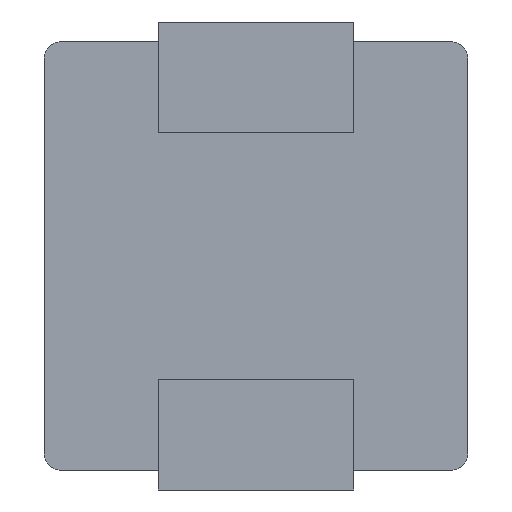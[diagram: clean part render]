
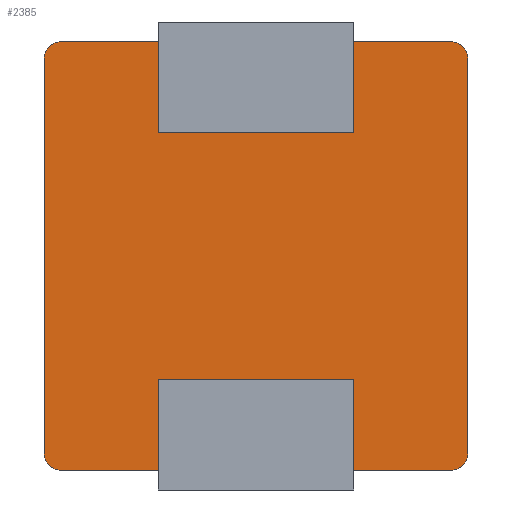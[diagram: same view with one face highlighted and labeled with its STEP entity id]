
A CAD part, front view. The second image highlights one B-rep face of the part: STEP entity #2385.
In plain terms, the highlighted planar face has unit normal (0, -1, 0).
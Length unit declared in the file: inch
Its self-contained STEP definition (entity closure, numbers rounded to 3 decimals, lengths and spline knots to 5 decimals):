
#2=CARTESIAN_POINT('',(0.118,-0.0695,-0.1195));
#3=DIRECTION('',(0.,-1.,0.));
#4=DIRECTION('',(0.,0.,-1.));
#5=AXIS2_PLACEMENT_3D('',#2,#3,#4);
#7=DIRECTION('',(-1.,0.,0.));
#8=VECTOR('',#7,0.059);
#9=CARTESIAN_POINT('',(0.118,-0.0695,-0.1295));
#10=LINE('',#9,#8);
#11=DIRECTION('',(0.,0.,1.));
#12=VECTOR('',#11,0.055);
#13=CARTESIAN_POINT('',(0.059,-0.0695,-0.1295));
#14=LINE('',#13,#12);
#15=DIRECTION('',(-1.,0.,0.));
#16=VECTOR('',#15,0.118);
#17=CARTESIAN_POINT('',(0.059,-0.0695,-0.0745));
#18=LINE('',#17,#16);
#19=DIRECTION('',(0.,0.,1.));
#20=VECTOR('',#19,0.055);
#21=CARTESIAN_POINT('',(-0.059,-0.0695,-0.1295));
#22=LINE('',#21,#20);
#23=DIRECTION('',(-1.,0.,0.));
#24=VECTOR('',#23,0.059);
#25=CARTESIAN_POINT('',(-0.059,-0.0695,-0.1295));
#26=LINE('',#25,#24);
#27=CARTESIAN_POINT('',(-0.118,-0.0695,-0.1195));
#28=DIRECTION('',(0.,-1.,0.));
#29=DIRECTION('',(-1.,0.,0.));
#30=AXIS2_PLACEMENT_3D('',#27,#28,#29);
#32=DIRECTION('',(0.,0.,1.));
#33=VECTOR('',#32,0.239);
#34=CARTESIAN_POINT('',(-0.128,-0.0695,-0.1195));
#35=LINE('',#34,#33);
#36=CARTESIAN_POINT('',(-0.118,-0.0695,0.1195));
#37=DIRECTION('',(0.,-1.,0.));
#38=DIRECTION('',(0.,0.,1.));
#39=AXIS2_PLACEMENT_3D('',#36,#37,#38);
#41=DIRECTION('',(1.,0.,0.));
#42=VECTOR('',#41,0.059);
#43=CARTESIAN_POINT('',(-0.118,-0.0695,0.1295));
#44=LINE('',#43,#42);
#45=DIRECTION('',(0.,0.,-1.));
#46=VECTOR('',#45,0.055);
#47=CARTESIAN_POINT('',(-0.059,-0.0695,0.1295));
#48=LINE('',#47,#46);
#49=DIRECTION('',(-1.,0.,0.));
#50=VECTOR('',#49,0.118);
#51=CARTESIAN_POINT('',(0.059,-0.0695,0.0745));
#52=LINE('',#51,#50);
#53=DIRECTION('',(0.,0.,-1.));
#54=VECTOR('',#53,0.055);
#55=CARTESIAN_POINT('',(0.059,-0.0695,0.1295));
#56=LINE('',#55,#54);
#57=DIRECTION('',(1.,0.,0.));
#58=VECTOR('',#57,0.059);
#59=CARTESIAN_POINT('',(0.059,-0.0695,0.1295));
#60=LINE('',#59,#58);
#61=CARTESIAN_POINT('',(0.118,-0.0695,0.1195));
#62=DIRECTION('',(0.,-1.,0.));
#63=DIRECTION('',(1.,0.,0.));
#64=AXIS2_PLACEMENT_3D('',#61,#62,#63);
#66=DIRECTION('',(0.,0.,-1.));
#67=VECTOR('',#66,0.239);
#68=CARTESIAN_POINT('',(0.128,-0.0695,0.1195));
#69=LINE('',#68,#67);
#1778=CARTESIAN_POINT('',(0.059,-0.0695,-0.0745));
#1779=CARTESIAN_POINT('',(-0.059,-0.0695,-0.0745));
#1780=VERTEX_POINT('',#1778);
#1781=VERTEX_POINT('',#1779);
#1782=CARTESIAN_POINT('',(-0.059,-0.0695,-0.1295));
#1783=VERTEX_POINT('',#1782);
#1784=CARTESIAN_POINT('',(0.059,-0.0695,-0.1295));
#1785=VERTEX_POINT('',#1784);
#1802=CARTESIAN_POINT('',(-0.059,-0.0695,0.0745));
#1803=VERTEX_POINT('',#1802);
#1804=CARTESIAN_POINT('',(0.059,-0.0695,0.0745));
#1805=VERTEX_POINT('',#1804);
#1806=CARTESIAN_POINT('',(-0.059,-0.0695,0.1295));
#1807=VERTEX_POINT('',#1806);
#1808=CARTESIAN_POINT('',(0.059,-0.0695,0.1295));
#1809=VERTEX_POINT('',#1808);
#2314=CARTESIAN_POINT('',(0.118,-0.0695,-0.1295));
#2315=CARTESIAN_POINT('',(0.128,-0.0695,-0.1195));
#2316=VERTEX_POINT('',#2314);
#2317=VERTEX_POINT('',#2315);
#2322=CARTESIAN_POINT('',(0.128,-0.0695,0.1195));
#2323=CARTESIAN_POINT('',(0.118,-0.0695,0.1295));
#2324=VERTEX_POINT('',#2322);
#2325=VERTEX_POINT('',#2323);
#2330=CARTESIAN_POINT('',(-0.118,-0.0695,0.1295));
#2331=CARTESIAN_POINT('',(-0.128,-0.0695,0.1195));
#2332=VERTEX_POINT('',#2330);
#2333=VERTEX_POINT('',#2331);
#2338=CARTESIAN_POINT('',(-0.128,-0.0695,-0.1195));
#2339=CARTESIAN_POINT('',(-0.118,-0.0695,-0.1295));
#2340=VERTEX_POINT('',#2338);
#2341=VERTEX_POINT('',#2339);
#2346=CARTESIAN_POINT('',(0.,-0.0695,0.));
#2347=DIRECTION('',(0.,1.,0.));
#2348=DIRECTION('',(1.,0.,0.));
#2349=AXIS2_PLACEMENT_3D('',#2346,#2347,#2348);
#2350=PLANE('',#2349);
#2352=ORIENTED_EDGE('',*,*,#2351,.F.);
#2354=ORIENTED_EDGE('',*,*,#2353,.T.);
#2356=ORIENTED_EDGE('',*,*,#2355,.T.);
#2358=ORIENTED_EDGE('',*,*,#2357,.T.);
#2360=ORIENTED_EDGE('',*,*,#2359,.F.);
#2362=ORIENTED_EDGE('',*,*,#2361,.T.);
#2364=ORIENTED_EDGE('',*,*,#2363,.F.);
#2366=ORIENTED_EDGE('',*,*,#2365,.T.);
#2368=ORIENTED_EDGE('',*,*,#2367,.F.);
#2370=ORIENTED_EDGE('',*,*,#2369,.T.);
#2372=ORIENTED_EDGE('',*,*,#2371,.T.);
#2374=ORIENTED_EDGE('',*,*,#2373,.F.);
#2376=ORIENTED_EDGE('',*,*,#2375,.F.);
#2378=ORIENTED_EDGE('',*,*,#2377,.T.);
#2380=ORIENTED_EDGE('',*,*,#2379,.F.);
#2382=ORIENTED_EDGE('',*,*,#2381,.T.);
#2383=EDGE_LOOP('',(#2352,#2354,#2356,#2358,#2360,#2362,#2364,#2366,#2368,#2370,
#2372,#2374,#2376,#2378,#2380,#2382));
#2384=FACE_OUTER_BOUND('',#2383,.F.);
#2385=ADVANCED_FACE('',(#2384),#2350,.F.);
#6=CIRCLE('',#5,0.01);
#31=CIRCLE('',#30,0.01);
#40=CIRCLE('',#39,0.01);
#65=CIRCLE('',#64,0.01);
#2351=EDGE_CURVE('',#2316,#2317,#6,.T.);
#2353=EDGE_CURVE('',#2316,#1785,#10,.T.);
#2355=EDGE_CURVE('',#1785,#1780,#14,.T.);
#2357=EDGE_CURVE('',#1780,#1781,#18,.T.);
#2359=EDGE_CURVE('',#1783,#1781,#22,.T.);
#2361=EDGE_CURVE('',#1783,#2341,#26,.T.);
#2363=EDGE_CURVE('',#2340,#2341,#31,.T.);
#2365=EDGE_CURVE('',#2340,#2333,#35,.T.);
#2367=EDGE_CURVE('',#2332,#2333,#40,.T.);
#2369=EDGE_CURVE('',#2332,#1807,#44,.T.);
#2371=EDGE_CURVE('',#1807,#1803,#48,.T.);
#2373=EDGE_CURVE('',#1805,#1803,#52,.T.);
#2375=EDGE_CURVE('',#1809,#1805,#56,.T.);
#2377=EDGE_CURVE('',#1809,#2325,#60,.T.);
#2379=EDGE_CURVE('',#2324,#2325,#65,.T.);
#2381=EDGE_CURVE('',#2324,#2317,#69,.T.);
